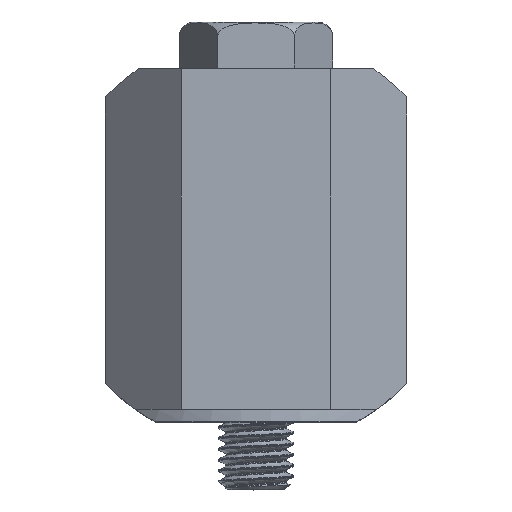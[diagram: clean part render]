
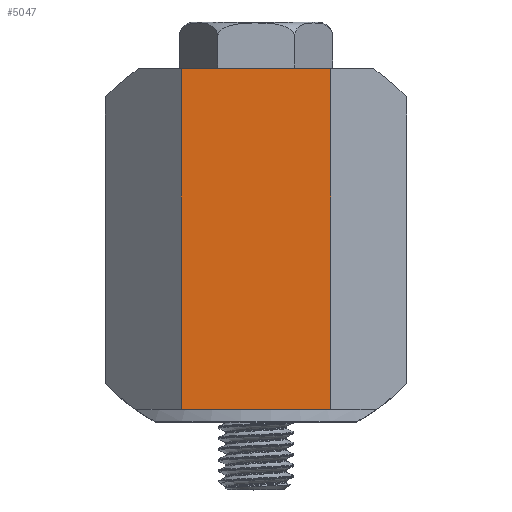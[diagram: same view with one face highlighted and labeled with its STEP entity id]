
A CAD part, top view. The second image highlights one B-rep face of the part: STEP entity #5047.
In plain terms, the highlighted planar face has unit normal (0, 0, 1).
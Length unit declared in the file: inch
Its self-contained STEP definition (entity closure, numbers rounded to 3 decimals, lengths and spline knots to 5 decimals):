
#795=FACE_OUTER_BOUND('',#1282,.T.);
#1282=EDGE_LOOP('',(#4141,#4142,#4143,#4144));
#1361=LINE('',#10796,#1578);
#1522=LINE('',#13033,#1739);
#1523=LINE('',#13034,#1740);
#1524=LINE('',#13035,#1741);
#1578=VECTOR('',#5902,0.3937);
#1739=VECTOR('',#6939,0.3937);
#1740=VECTOR('',#6940,0.3937);
#1741=VECTOR('',#6941,0.3937);
#2076=VERTEX_POINT('',#10793);
#2077=VERTEX_POINT('',#10795);
#2416=VERTEX_POINT('',#13031);
#2417=VERTEX_POINT('',#13032);
#2554=EDGE_CURVE('',#2076,#2077,#1361,.T.);
#3003=EDGE_CURVE('',#2416,#2417,#1522,.T.);
#3004=EDGE_CURVE('',#2077,#2417,#1523,.T.);
#3005=EDGE_CURVE('',#2416,#2076,#1524,.T.);
#4141=ORIENTED_EDGE('',*,*,#3003,.T.);
#4142=ORIENTED_EDGE('',*,*,#3004,.F.);
#4143=ORIENTED_EDGE('',*,*,#2554,.F.);
#4144=ORIENTED_EDGE('',*,*,#3005,.F.);
#4447=PLANE('',#5699);
#5047=ADVANCED_FACE('',(#795),#4447,.T.);
#5699=AXIS2_PLACEMENT_3D('',#13030,#6937,#6938);
#5902=DIRECTION('',(1.,0.,0.));
#6937=DIRECTION('center_axis',(0.,0.,1.));
#6938=DIRECTION('ref_axis',(1.,0.,0.));
#6939=DIRECTION('',(1.,0.,0.));
#6940=DIRECTION('',(0.,-1.,0.));
#6941=DIRECTION('',(0.,1.,0.));
#10793=CARTESIAN_POINT('',(-0.245,0.5801,0.669));
#10795=CARTESIAN_POINT('',(0.245,0.5801,0.669));
#10796=CARTESIAN_POINT('',(0.495,0.5801,0.669));
#13030=CARTESIAN_POINT('Origin',(-0.495,-0.5799,0.669));
#13031=CARTESIAN_POINT('',(-0.245,-0.5399,0.669));
#13032=CARTESIAN_POINT('',(0.245,-0.5399,0.669));
#13033=CARTESIAN_POINT('',(-0.2475,-0.5399,0.669));
#13034=CARTESIAN_POINT('',(0.245,-0.5799,0.669));
#13035=CARTESIAN_POINT('',(-0.245,-0.5799,0.669));
